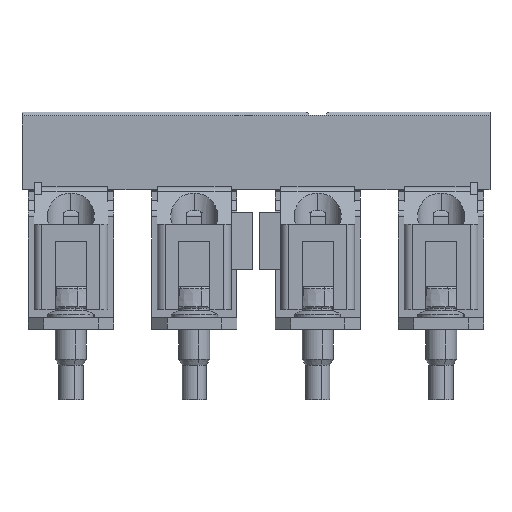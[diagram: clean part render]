
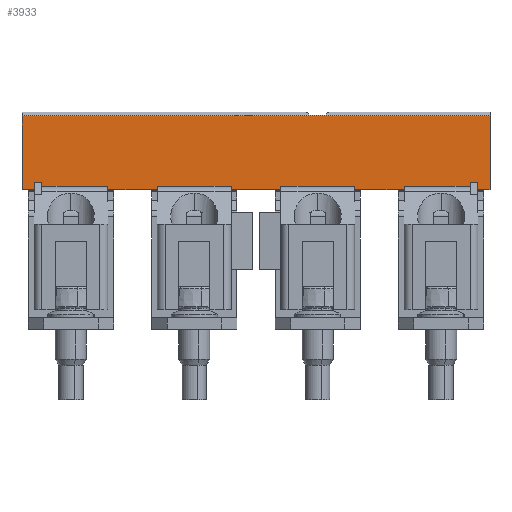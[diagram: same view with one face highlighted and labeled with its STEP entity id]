
A CAD part, front view. The second image highlights one B-rep face of the part: STEP entity #3933.
In plain terms, the highlighted planar face has unit normal (0, -1, 0).
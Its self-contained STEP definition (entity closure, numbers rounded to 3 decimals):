
#3732=AXIS2_PLACEMENT_3D('Plane Axis2P3D',#3729,#3730,#3731) ;
#3509=CARTESIAN_POINT('Vertex',(11.05,7.15,27.1)) ;
#3512=CARTESIAN_POINT('Line Origine',(11.05,7.15,27.307)) ;
#3516=CARTESIAN_POINT('Vertex',(11.05,7.15,27.514)) ;
#3683=CARTESIAN_POINT('Vertex',(1.55,7.15,27.1)) ;
#3729=CARTESIAN_POINT('Axis2P3D Location',(58.75,7.15,36.6)) ;
#3734=CARTESIAN_POINT('Line Origine',(1.55,7.15,27.764)) ;
#3738=CARTESIAN_POINT('Vertex',(1.55,7.15,28.015)) ;
#3740=CARTESIAN_POINT('Vertex',(1.55,7.15,27.514)) ;
#3743=CARTESIAN_POINT('Line Origine',(2.05,7.15,28.015)) ;
#3747=CARTESIAN_POINT('Vertex',(2.55,7.15,28.015)) ;
#3750=CARTESIAN_POINT('Line Origine',(2.55,7.15,27.764)) ;
#3754=CARTESIAN_POINT('Vertex',(2.55,7.15,27.514)) ;
#3757=CARTESIAN_POINT('Line Origine',(6.8,7.15,27.514)) ;
#3762=CARTESIAN_POINT('Line Origine',(14.25,7.15,27.1)) ;
#3766=CARTESIAN_POINT('Vertex',(17.45,7.15,27.1)) ;
#3769=CARTESIAN_POINT('Line Origine',(17.45,7.15,27.307)) ;
#3773=CARTESIAN_POINT('Vertex',(17.45,7.15,27.514)) ;
#3776=CARTESIAN_POINT('Line Origine',(22.2,7.15,27.514)) ;
#3780=CARTESIAN_POINT('Vertex',(26.95,7.15,27.514)) ;
#3783=CARTESIAN_POINT('Line Origine',(26.95,7.15,27.307)) ;
#3787=CARTESIAN_POINT('Vertex',(26.95,7.15,27.1)) ;
#3790=CARTESIAN_POINT('Line Origine',(30.15,7.15,27.1)) ;
#3794=CARTESIAN_POINT('Vertex',(33.35,7.15,27.1)) ;
#3797=CARTESIAN_POINT('Line Origine',(33.35,7.15,27.307)) ;
#3801=CARTESIAN_POINT('Vertex',(33.35,7.15,27.514)) ;
#3804=CARTESIAN_POINT('Line Origine',(38.1,7.15,27.514)) ;
#3808=CARTESIAN_POINT('Vertex',(42.85,7.15,27.514)) ;
#3811=CARTESIAN_POINT('Line Origine',(42.85,7.15,27.307)) ;
#3815=CARTESIAN_POINT('Vertex',(42.85,7.15,27.1)) ;
#3818=CARTESIAN_POINT('Line Origine',(46.05,7.15,27.1)) ;
#3822=CARTESIAN_POINT('Vertex',(49.25,7.15,27.1)) ;
#3825=CARTESIAN_POINT('Line Origine',(49.25,7.15,27.307)) ;
#3829=CARTESIAN_POINT('Vertex',(49.25,7.15,27.514)) ;
#3832=CARTESIAN_POINT('Line Origine',(53.5,7.15,27.514)) ;
#3836=CARTESIAN_POINT('Vertex',(57.75,7.15,27.514)) ;
#3839=CARTESIAN_POINT('Line Origine',(57.75,7.15,27.764)) ;
#3843=CARTESIAN_POINT('Vertex',(57.75,7.15,28.015)) ;
#3846=CARTESIAN_POINT('Line Origine',(58.25,7.15,28.015)) ;
#3850=CARTESIAN_POINT('Vertex',(58.75,7.15,28.015)) ;
#3853=CARTESIAN_POINT('Line Origine',(58.75,7.15,27.764)) ;
#3857=CARTESIAN_POINT('Vertex',(58.75,7.15,27.514)) ;
#3860=CARTESIAN_POINT('Line Origine',(58.75,7.15,27.307)) ;
#3864=CARTESIAN_POINT('Vertex',(58.75,7.15,27.1)) ;
#3867=CARTESIAN_POINT('Line Origine',(59.525,7.15,27.1)) ;
#3871=CARTESIAN_POINT('Vertex',(60.3,7.15,27.1)) ;
#3874=CARTESIAN_POINT('Line Origine',(60.3,7.15,31.85)) ;
#3878=CARTESIAN_POINT('Vertex',(60.3,7.15,36.6)) ;
#3881=CARTESIAN_POINT('Line Origine',(30.15,7.15,36.6)) ;
#3885=CARTESIAN_POINT('Vertex',(0.,7.15,36.6)) ;
#3888=CARTESIAN_POINT('Line Origine',(0.,7.15,31.85)) ;
#3892=CARTESIAN_POINT('Vertex',(0.,7.15,27.1)) ;
#3895=CARTESIAN_POINT('Line Origine',(0.775,7.15,27.1)) ;
#3900=CARTESIAN_POINT('Line Origine',(1.55,7.15,27.307)) ;
#3513=DIRECTION('Vector Direction',(0.,0.,1.)) ;
#3730=DIRECTION('Axis2P3D Direction',(0.,1.,0.)) ;
#3731=DIRECTION('Axis2P3D XDirection',(0.,0.,-1.)) ;
#3735=DIRECTION('Vector Direction',(0.,0.,-1.)) ;
#3744=DIRECTION('Vector Direction',(1.,0.,0.)) ;
#3751=DIRECTION('Vector Direction',(0.,0.,-1.)) ;
#3758=DIRECTION('Vector Direction',(-1.,0.,0.)) ;
#3763=DIRECTION('Vector Direction',(-1.,0.,0.)) ;
#3770=DIRECTION('Vector Direction',(0.,0.,-1.)) ;
#3777=DIRECTION('Vector Direction',(-1.,0.,0.)) ;
#3784=DIRECTION('Vector Direction',(0.,0.,-1.)) ;
#3791=DIRECTION('Vector Direction',(-1.,0.,0.)) ;
#3798=DIRECTION('Vector Direction',(0.,0.,-1.)) ;
#3805=DIRECTION('Vector Direction',(-1.,0.,0.)) ;
#3812=DIRECTION('Vector Direction',(0.,0.,-1.)) ;
#3819=DIRECTION('Vector Direction',(-1.,0.,0.)) ;
#3826=DIRECTION('Vector Direction',(0.,0.,-1.)) ;
#3833=DIRECTION('Vector Direction',(-1.,0.,0.)) ;
#3840=DIRECTION('Vector Direction',(0.,0.,-1.)) ;
#3847=DIRECTION('Vector Direction',(1.,0.,0.)) ;
#3854=DIRECTION('Vector Direction',(0.,0.,-1.)) ;
#3861=DIRECTION('Vector Direction',(0.,0.,-1.)) ;
#3868=DIRECTION('Vector Direction',(-1.,0.,0.)) ;
#3875=DIRECTION('Vector Direction',(0.,0.,-1.)) ;
#3882=DIRECTION('Vector Direction',(-1.,0.,0.)) ;
#3889=DIRECTION('Vector Direction',(0.,0.,-1.)) ;
#3896=DIRECTION('Vector Direction',(-1.,0.,0.)) ;
#3901=DIRECTION('Vector Direction',(0.,0.,-1.)) ;
#3514=VECTOR('Line Direction',#3513,1.) ;
#3736=VECTOR('Line Direction',#3735,1.) ;
#3745=VECTOR('Line Direction',#3744,1.) ;
#3752=VECTOR('Line Direction',#3751,1.) ;
#3759=VECTOR('Line Direction',#3758,1.) ;
#3764=VECTOR('Line Direction',#3763,1.) ;
#3771=VECTOR('Line Direction',#3770,1.) ;
#3778=VECTOR('Line Direction',#3777,1.) ;
#3785=VECTOR('Line Direction',#3784,1.) ;
#3792=VECTOR('Line Direction',#3791,1.) ;
#3799=VECTOR('Line Direction',#3798,1.) ;
#3806=VECTOR('Line Direction',#3805,1.) ;
#3813=VECTOR('Line Direction',#3812,1.) ;
#3820=VECTOR('Line Direction',#3819,1.) ;
#3827=VECTOR('Line Direction',#3826,1.) ;
#3834=VECTOR('Line Direction',#3833,1.) ;
#3841=VECTOR('Line Direction',#3840,1.) ;
#3848=VECTOR('Line Direction',#3847,1.) ;
#3855=VECTOR('Line Direction',#3854,1.) ;
#3862=VECTOR('Line Direction',#3861,1.) ;
#3869=VECTOR('Line Direction',#3868,1.) ;
#3876=VECTOR('Line Direction',#3875,1.) ;
#3883=VECTOR('Line Direction',#3882,1.) ;
#3890=VECTOR('Line Direction',#3889,1.) ;
#3897=VECTOR('Line Direction',#3896,1.) ;
#3902=VECTOR('Line Direction',#3901,1.) ;
#3906=ORIENTED_EDGE('',*,*,#3742,.F.) ;
#3907=ORIENTED_EDGE('',*,*,#3749,.T.) ;
#3908=ORIENTED_EDGE('',*,*,#3756,.T.) ;
#3909=ORIENTED_EDGE('',*,*,#3761,.F.) ;
#3910=ORIENTED_EDGE('',*,*,#3518,.F.) ;
#3911=ORIENTED_EDGE('',*,*,#3768,.F.) ;
#3912=ORIENTED_EDGE('',*,*,#3775,.T.) ;
#3913=ORIENTED_EDGE('',*,*,#3782,.F.) ;
#3914=ORIENTED_EDGE('',*,*,#3789,.F.) ;
#3915=ORIENTED_EDGE('',*,*,#3796,.F.) ;
#3916=ORIENTED_EDGE('',*,*,#3803,.T.) ;
#3917=ORIENTED_EDGE('',*,*,#3810,.F.) ;
#3918=ORIENTED_EDGE('',*,*,#3817,.F.) ;
#3919=ORIENTED_EDGE('',*,*,#3824,.F.) ;
#3920=ORIENTED_EDGE('',*,*,#3831,.T.) ;
#3921=ORIENTED_EDGE('',*,*,#3838,.F.) ;
#3922=ORIENTED_EDGE('',*,*,#3845,.F.) ;
#3923=ORIENTED_EDGE('',*,*,#3852,.T.) ;
#3924=ORIENTED_EDGE('',*,*,#3859,.T.) ;
#3925=ORIENTED_EDGE('',*,*,#3866,.F.) ;
#3926=ORIENTED_EDGE('',*,*,#3873,.F.) ;
#3927=ORIENTED_EDGE('',*,*,#3880,.T.) ;
#3928=ORIENTED_EDGE('',*,*,#3887,.T.) ;
#3929=ORIENTED_EDGE('',*,*,#3894,.F.) ;
#3930=ORIENTED_EDGE('',*,*,#3899,.F.) ;
#3931=ORIENTED_EDGE('',*,*,#3904,.T.) ;
#3933=ADVANCED_FACE('ISTE WQV35/4.1\\K\X2\00F6\X0\rper.3 ( *SOL2 - wsp *MASTER -  )',(#3932),#3733,.F.) ;
#3518=EDGE_CURVE('',#3510,#3517,#3515,.T.) ;
#3742=EDGE_CURVE('',#3739,#3741,#3737,.T.) ;
#3749=EDGE_CURVE('',#3739,#3748,#3746,.T.) ;
#3756=EDGE_CURVE('',#3748,#3755,#3753,.T.) ;
#3761=EDGE_CURVE('',#3517,#3755,#3760,.T.) ;
#3768=EDGE_CURVE('',#3767,#3510,#3765,.T.) ;
#3775=EDGE_CURVE('',#3767,#3774,#3772,.F.) ;
#3782=EDGE_CURVE('',#3781,#3774,#3779,.T.) ;
#3789=EDGE_CURVE('',#3788,#3781,#3786,.F.) ;
#3796=EDGE_CURVE('',#3795,#3788,#3793,.T.) ;
#3803=EDGE_CURVE('',#3795,#3802,#3800,.F.) ;
#3810=EDGE_CURVE('',#3809,#3802,#3807,.T.) ;
#3817=EDGE_CURVE('',#3816,#3809,#3814,.F.) ;
#3824=EDGE_CURVE('',#3823,#3816,#3821,.T.) ;
#3831=EDGE_CURVE('',#3823,#3830,#3828,.F.) ;
#3838=EDGE_CURVE('',#3837,#3830,#3835,.T.) ;
#3845=EDGE_CURVE('',#3844,#3837,#3842,.T.) ;
#3852=EDGE_CURVE('',#3844,#3851,#3849,.T.) ;
#3859=EDGE_CURVE('',#3851,#3858,#3856,.T.) ;
#3866=EDGE_CURVE('',#3865,#3858,#3863,.F.) ;
#3873=EDGE_CURVE('',#3872,#3865,#3870,.T.) ;
#3880=EDGE_CURVE('',#3872,#3879,#3877,.F.) ;
#3887=EDGE_CURVE('',#3879,#3886,#3884,.T.) ;
#3894=EDGE_CURVE('',#3893,#3886,#3891,.F.) ;
#3899=EDGE_CURVE('',#3684,#3893,#3898,.T.) ;
#3904=EDGE_CURVE('',#3684,#3741,#3903,.F.) ;
#3905=EDGE_LOOP('',(#3906,#3907,#3908,#3909,#3910,#3911,#3912,#3913,#3914,#3915,#3916,#3917,#3918,#3919,#3920,#3921,#3922,#3923,#3924,#3925,#3926,#3927,#3928,#3929,#3930,#3931)) ;
#3932=FACE_OUTER_BOUND('',#3905,.T.) ;
#3515=LINE('Line',#3512,#3514) ;
#3737=LINE('Line',#3734,#3736) ;
#3746=LINE('Line',#3743,#3745) ;
#3753=LINE('Line',#3750,#3752) ;
#3760=LINE('Line',#3757,#3759) ;
#3765=LINE('Line',#3762,#3764) ;
#3772=LINE('Line',#3769,#3771) ;
#3779=LINE('Line',#3776,#3778) ;
#3786=LINE('Line',#3783,#3785) ;
#3793=LINE('Line',#3790,#3792) ;
#3800=LINE('Line',#3797,#3799) ;
#3807=LINE('Line',#3804,#3806) ;
#3814=LINE('Line',#3811,#3813) ;
#3821=LINE('Line',#3818,#3820) ;
#3828=LINE('Line',#3825,#3827) ;
#3835=LINE('Line',#3832,#3834) ;
#3842=LINE('Line',#3839,#3841) ;
#3849=LINE('Line',#3846,#3848) ;
#3856=LINE('Line',#3853,#3855) ;
#3863=LINE('Line',#3860,#3862) ;
#3870=LINE('Line',#3867,#3869) ;
#3877=LINE('Line',#3874,#3876) ;
#3884=LINE('Line',#3881,#3883) ;
#3891=LINE('Line',#3888,#3890) ;
#3898=LINE('Line',#3895,#3897) ;
#3903=LINE('Line',#3900,#3902) ;
#3733=PLANE('',#3732) ;
#3510=VERTEX_POINT('',#3509) ;
#3517=VERTEX_POINT('',#3516) ;
#3684=VERTEX_POINT('',#3683) ;
#3739=VERTEX_POINT('',#3738) ;
#3741=VERTEX_POINT('',#3740) ;
#3748=VERTEX_POINT('',#3747) ;
#3755=VERTEX_POINT('',#3754) ;
#3767=VERTEX_POINT('',#3766) ;
#3774=VERTEX_POINT('',#3773) ;
#3781=VERTEX_POINT('',#3780) ;
#3788=VERTEX_POINT('',#3787) ;
#3795=VERTEX_POINT('',#3794) ;
#3802=VERTEX_POINT('',#3801) ;
#3809=VERTEX_POINT('',#3808) ;
#3816=VERTEX_POINT('',#3815) ;
#3823=VERTEX_POINT('',#3822) ;
#3830=VERTEX_POINT('',#3829) ;
#3837=VERTEX_POINT('',#3836) ;
#3844=VERTEX_POINT('',#3843) ;
#3851=VERTEX_POINT('',#3850) ;
#3858=VERTEX_POINT('',#3857) ;
#3865=VERTEX_POINT('',#3864) ;
#3872=VERTEX_POINT('',#3871) ;
#3879=VERTEX_POINT('',#3878) ;
#3886=VERTEX_POINT('',#3885) ;
#3893=VERTEX_POINT('',#3892) ;
